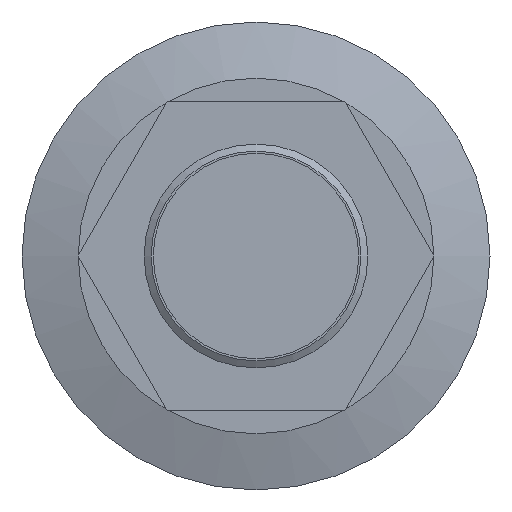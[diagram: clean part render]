
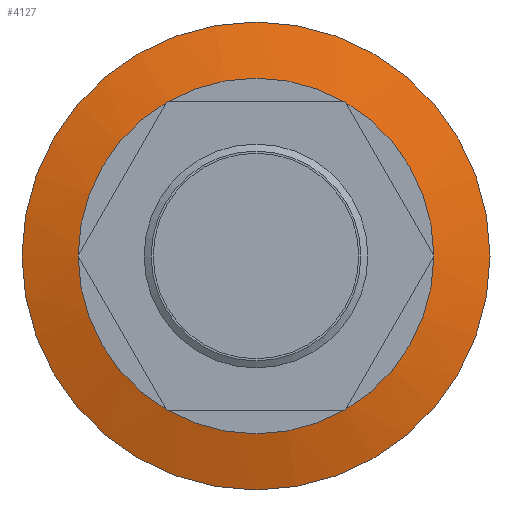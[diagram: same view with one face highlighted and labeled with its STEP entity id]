
A CAD part, front view. The second image highlights one B-rep face of the part: STEP entity #4127.
In plain terms, the highlighted conical face has half-angle 73.3 degrees and reference radius 35.417 mm.
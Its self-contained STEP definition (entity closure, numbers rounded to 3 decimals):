
#14=CONICAL_SURFACE('',#4291,35.418,73.3);
#1219=FACE_BOUND('',#1697,.T.);
#1444=FACE_OUTER_BOUND('',#1696,.T.);
#1696=EDGE_LOOP('',(#3843));
#1697=EDGE_LOOP('',(#3844));
#1724=CIRCLE('',#4290,50.);
#1725=CIRCLE('',#4292,20.835);
#2114=VERTEX_POINT('',#7629);
#2115=VERTEX_POINT('',#7632);
#2693=EDGE_CURVE('',#2114,#2114,#1724,.T.);
#2694=EDGE_CURVE('',#2115,#2115,#1725,.T.);
#3843=ORIENTED_EDGE('',*,*,#2693,.T.);
#3844=ORIENTED_EDGE('',*,*,#2694,.F.);
#4127=ADVANCED_FACE('',(#1444,#1219),#14,.T.);
#4290=AXIS2_PLACEMENT_3D('',#7630,#5016,#5017);
#4291=AXIS2_PLACEMENT_3D('',#7631,#5018,#5019);
#4292=AXIS2_PLACEMENT_3D('',#7633,#5020,#5021);
#5016=DIRECTION('center_axis',(0.,-1.,0.));
#5017=DIRECTION('ref_axis',(1.,0.,0.));
#5018=DIRECTION('center_axis',(0.,1.,0.));
#5019=DIRECTION('ref_axis',(1.,0.,0.));
#5020=DIRECTION('center_axis',(0.,-1.,0.));
#5021=DIRECTION('ref_axis',(1.,0.,0.));
#7629=CARTESIAN_POINT('',(50.,1056.56,0.));
#7630=CARTESIAN_POINT('Origin',(0.,1056.56,0.));
#7631=CARTESIAN_POINT('Origin',(0.,1052.185,0.));
#7632=CARTESIAN_POINT('',(20.835,1047.81,0.));
#7633=CARTESIAN_POINT('Origin',(0.,1047.81,0.));
